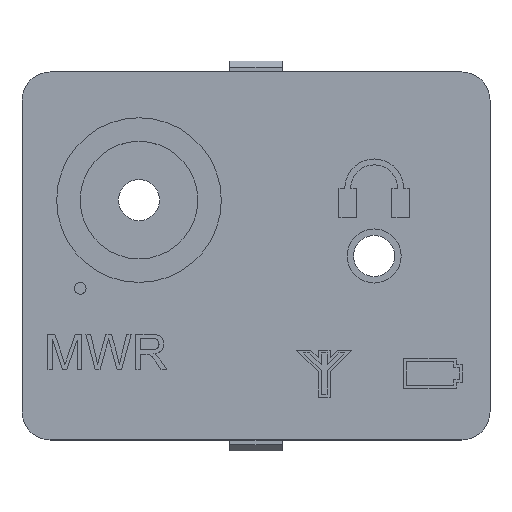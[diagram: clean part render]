
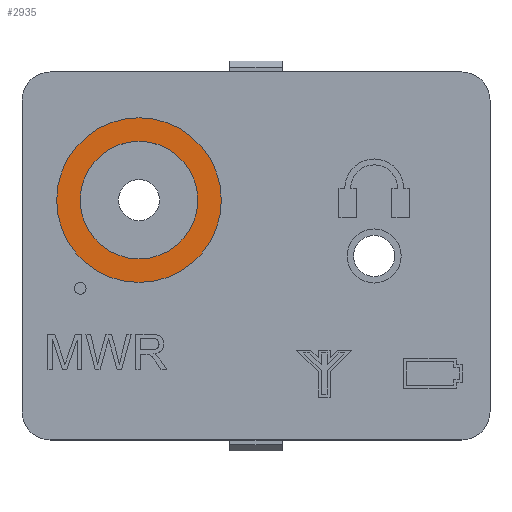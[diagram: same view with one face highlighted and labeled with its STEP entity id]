
A CAD part, top view. The second image highlights one B-rep face of the part: STEP entity #2935.
In plain terms, the highlighted planar face has unit normal (0, 0, 1).
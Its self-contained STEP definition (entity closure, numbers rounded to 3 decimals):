
#50=CIRCLE('',#3099,10.);
#53=CIRCLE('',#3104,14.);
#145=FACE_BOUND('',#437,.T.);
#266=FACE_OUTER_BOUND('',#436,.T.);
#436=EDGE_LOOP('',(#2484));
#437=EDGE_LOOP('',(#2485));
#1394=VERTEX_POINT('',#4924);
#1397=VERTEX_POINT('',#4933);
#1773=EDGE_CURVE('',#1394,#1394,#50,.T.);
#1778=EDGE_CURVE('',#1397,#1397,#53,.T.);
#2484=ORIENTED_EDGE('',*,*,#1778,.F.);
#2485=ORIENTED_EDGE('',*,*,#1773,.F.);
#2784=PLANE('',#3105);
#2935=ADVANCED_FACE('',(#266,#145),#2784,.T.);
#3099=AXIS2_PLACEMENT_3D('',#4925,#3631,#3632);
#3104=AXIS2_PLACEMENT_3D('',#4935,#3643,#3644);
#3105=AXIS2_PLACEMENT_3D('',#4936,#3645,#3646);
#3631=DIRECTION('center_axis',(0.,0.,1.));
#3632=DIRECTION('ref_axis',(-1.,0.,0.));
#3643=DIRECTION('center_axis',(0.,0.,-1.));
#3644=DIRECTION('ref_axis',(-1.,0.,0.));
#3645=DIRECTION('center_axis',(0.,0.,1.));
#3646=DIRECTION('ref_axis',(-1.,0.,0.));
#4924=CARTESIAN_POINT('',(30.,10.,36.5));
#4925=CARTESIAN_POINT('Origin',(20.,10.,36.5));
#4933=CARTESIAN_POINT('',(34.,10.,36.5));
#4935=CARTESIAN_POINT('Origin',(20.,10.,36.5));
#4936=CARTESIAN_POINT('Origin',(20.,10.,36.5));
